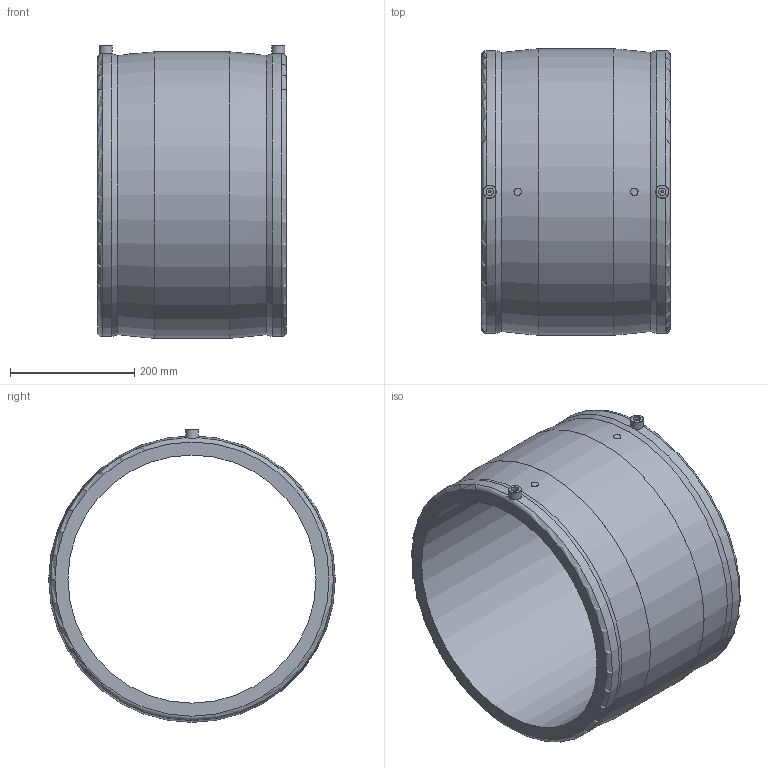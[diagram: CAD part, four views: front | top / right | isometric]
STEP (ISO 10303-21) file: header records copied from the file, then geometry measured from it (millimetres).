
FILE_DESCRIPTION(/* description */ ('Unknown'),/* implementation_level */ '2;1');
FILE_NAME(/* name */ 'MP400B',/* time_stamp */ '2021-05-06T14:28:01+02:00',/* author */ ('Unknown'),/* organization */ ('Unknown'),/* preprocessor_version */ 'ST-DEVELOPER v16.7',/* originating_system */ 'Solid Edge',/* authorisation */ 'Unknown');
FILE_SCHEMA (('AUTOMOTIVE_DESIGN {1 0 10303 214 3 1 1}'));
Length unit declared in the file: millimetre
Products named in the file (1): MP400B
Bounding box: 304 x 462 x 472 mm (x, y, z)
Volume: 11912048.9 mm3; surface area: 891755.8 mm2
Topology: 1 solids, 1 shells, 32 faces, 72 edges, 46 vertices
Faces by surface type: cylinder 10, plane 10, cone 6, torus 6
Full cylindrical faces by diameter (mm): 4 x2, 12 x4, 400 x1, 462 x1
Entity records: 774 total; most frequent: CARTESIAN_POINT 187, DIRECTION 122, ORIENTED_EDGE 76, AXIS2_PLACEMENT_3D 61, EDGE_LOOP 60, FACE_BOUND 60, EDGE_CURVE 38, VERTEX_POINT 34
